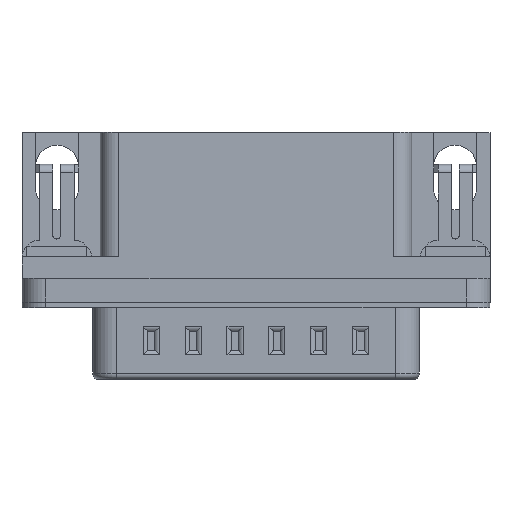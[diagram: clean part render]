
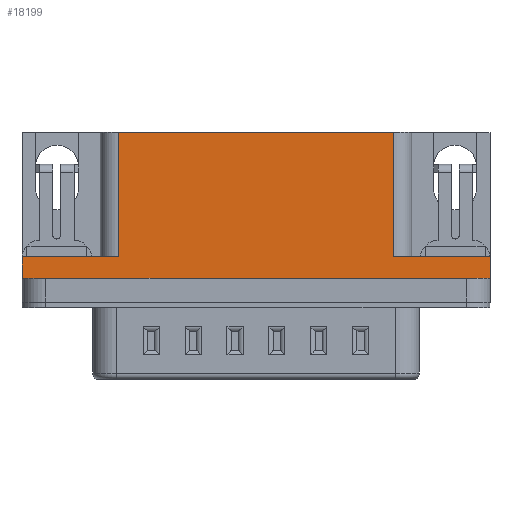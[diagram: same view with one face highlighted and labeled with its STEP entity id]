
A CAD part, top view. The second image highlights one B-rep face of the part: STEP entity #18199.
In plain terms, the highlighted planar face has unit normal (0, 0, 1).
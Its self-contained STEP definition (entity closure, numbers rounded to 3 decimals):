
#5887=ORIENTED_EDGE('',*,*,#8850,.T.);
#5888=ORIENTED_EDGE('',*,*,#8736,.T.);
#5889=ORIENTED_EDGE('',*,*,#8851,.T.);
#5890=ORIENTED_EDGE('',*,*,#8852,.F.);
#5891=ORIENTED_EDGE('',*,*,#8840,.F.);
#5892=ORIENTED_EDGE('',*,*,#8848,.T.);
#5893=ORIENTED_EDGE('',*,*,#8843,.F.);
#5894=ORIENTED_EDGE('',*,*,#8794,.T.);
#8736=EDGE_CURVE('',#10511,#10513,#12249,.T.);
#8794=EDGE_CURVE('',#10556,#10559,#12298,.T.);
#8840=EDGE_CURVE('',#10593,#10592,#12337,.T.);
#8843=EDGE_CURVE('',#10556,#10594,#12340,.T.);
#8848=EDGE_CURVE('',#10593,#10594,#12345,.T.);
#8850=EDGE_CURVE('',#10559,#10511,#12346,.T.);
#8851=EDGE_CURVE('',#10513,#10597,#12347,.T.);
#8852=EDGE_CURVE('',#10592,#10597,#12348,.T.);
#10511=VERTEX_POINT('',#55263);
#10513=VERTEX_POINT('',#55267);
#10556=VERTEX_POINT('',#55379);
#10559=VERTEX_POINT('',#55384);
#10592=VERTEX_POINT('',#55472);
#10593=VERTEX_POINT('',#55475);
#10594=VERTEX_POINT('',#55481);
#10597=VERTEX_POINT('',#55498);
#12249=LINE('',#55268,#14081);
#12298=LINE('',#55385,#14130);
#12337=LINE('',#55476,#14169);
#12340=LINE('',#55482,#14172);
#12345=LINE('',#55490,#14177);
#12346=LINE('',#55496,#14178);
#12347=LINE('',#55497,#14179);
#12348=LINE('',#55499,#14180);
#14081=VECTOR('',#23746,1000.);
#14130=VECTOR('',#23839,1000.);
#14169=VECTOR('',#23914,1000.);
#14172=VECTOR('',#23921,1000.);
#14177=VECTOR('',#23928,1000.);
#14178=VECTOR('',#23939,1000.);
#14179=VECTOR('',#23940,1000.);
#14180=VECTOR('',#23941,1000.);
#15366=EDGE_LOOP('',(#5887,#5888,#5889,#5890,#5891,#5892,#5893,#5894));
#16559=FACE_BOUND('',#15366,.T.);
#17158=PLANE('',#19783);
#18199=ADVANCED_FACE('',(#16559),#17158,.T.);
#19783=AXIS2_PLACEMENT_3D('',#55495,#23937,#23938);
#23746=DIRECTION('',(0.,-1.,0.));
#23839=DIRECTION('',(0.,1.,0.));
#23914=DIRECTION('',(-1.,0.,0.));
#23921=DIRECTION('',(1.,0.,0.));
#23928=DIRECTION('',(0.,1.,0.));
#23937=DIRECTION('',(0.,0.,1.));
#23938=DIRECTION('',(1.,0.,0.));
#23939=DIRECTION('',(-1.,0.,0.));
#23940=DIRECTION('',(-1.,0.,0.));
#23941=DIRECTION('',(0.,1.,0.));
#55263=CARTESIAN_POINT('',(-11.515,7.1,4.225));
#55267=CARTESIAN_POINT('',(-11.515,-3.3,4.225));
#55268=CARTESIAN_POINT('',(-11.515,-3.3,4.225));
#55379=CARTESIAN_POINT('',(11.515,-3.3,4.225));
#55384=CARTESIAN_POINT('',(11.515,7.1,4.225));
#55385=CARTESIAN_POINT('',(11.515,7.1,4.225));
#55472=CARTESIAN_POINT('',(-19.57,-5.1,4.225));
#55475=CARTESIAN_POINT('',(19.57,-5.1,4.225));
#55476=CARTESIAN_POINT('',(19.57,-5.1,4.225));
#55481=CARTESIAN_POINT('',(19.57,-3.3,4.225));
#55482=CARTESIAN_POINT('',(13.015,-3.3,4.225));
#55490=CARTESIAN_POINT('',(19.57,-5.1,4.225));
#55495=CARTESIAN_POINT('',(19.57,-5.1,4.225));
#55496=CARTESIAN_POINT('',(19.57,7.1,4.225));
#55497=CARTESIAN_POINT('',(-13.015,-3.3,4.225));
#55498=CARTESIAN_POINT('',(-19.57,-3.3,4.225));
#55499=CARTESIAN_POINT('',(-19.57,-5.1,4.225));
